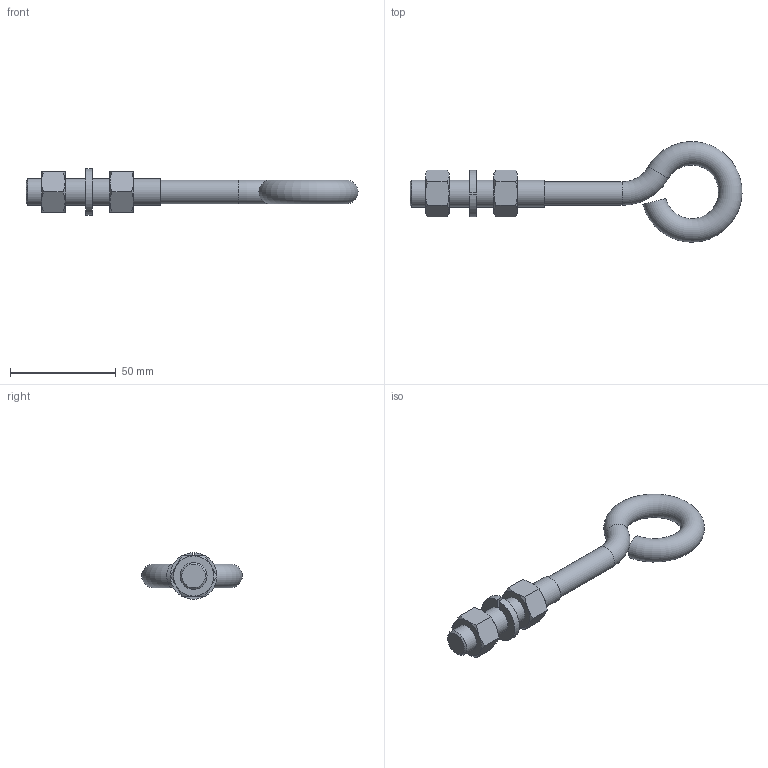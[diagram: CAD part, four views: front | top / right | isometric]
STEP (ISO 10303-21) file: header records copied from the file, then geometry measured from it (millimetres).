
FILE_DESCRIPTION(/* description */ ('RS-27 eyebolt including hardware.'),/* implementation_level */ '2;1');
FILE_NAME(/* name */ 'RS-27.stp',/* time_stamp */ '2015-11-19T14:24:23-05:00',/* author */ ('GL'),/* organization */ ('Conveyor Components Company, Division of Material Control, Inc.'),/* preprocessor_version */ 'ST-DEVELOPER v16.1',/* originating_system */ 'Autodesk Inventor 2016',/* authorisation */ 'GL');
FILE_SCHEMA (('AUTOMOTIVE_DESIGN { 1 0 10303 214 3 1 1 }'));
Length unit declared in the file: inch
Products named in the file (4): 20176539; 22013502; 22014401; RS-27
Assembly tree (4 placements, depth 2):
  RS-27
    20176539
    22013502
    22014401  x2
Bounding box: 157.15 x 47.54 x 22.05 mm (x, y, z)
Volume: 29129.6 mm3; surface area: 12157.2 mm2
Topology: 4 solids, 4 shells, 60 faces, 124 edges, 73 vertices
Faces by surface type: cone 29, plane 23, cylinder 6, torus 2
Full cylindrical faces by diameter (mm): 10.592 x2, 11.112 x1, 12.7 x1
Entity records: 974 total; most frequent: CARTESIAN_POINT 201, DIRECTION 158, ORIENTED_EDGE 130, AXIS2_PLACEMENT_3D 72, EDGE_CURVE 65, EDGE_LOOP 48, VERTEX_POINT 43, FACE_OUTER_BOUND 37
